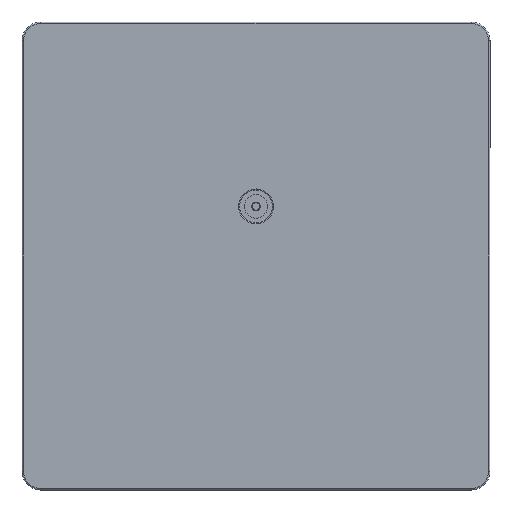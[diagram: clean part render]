
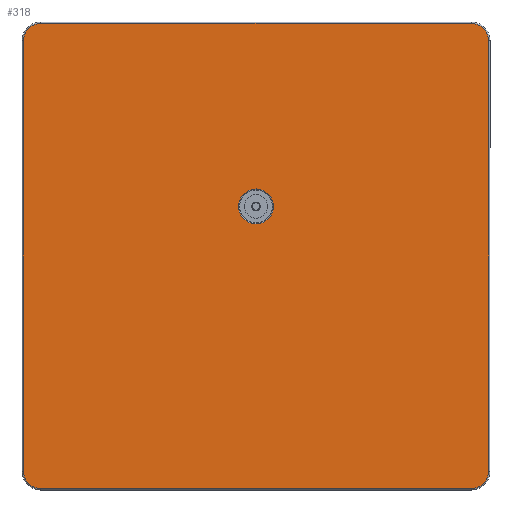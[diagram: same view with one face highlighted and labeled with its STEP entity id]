
A CAD part, front view. The second image highlights one B-rep face of the part: STEP entity #318.
In plain terms, the highlighted planar face has unit normal (0, -1, 0).
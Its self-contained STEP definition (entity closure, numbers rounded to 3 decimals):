
#118 = AXIS2_PLACEMENT_3D ( 'NONE', #2569, #18010, #11477 ) ;
#318 = ADVANCED_FACE ( 'NONE', ( #1578, #18609 ), #11196, .T. ) ;
#599 = EDGE_CURVE ( 'NONE', #27174, #17174, #13076, .T. ) ;
#1106 = CARTESIAN_POINT ( 'NONE',  ( -24.85, 0., -23. ) ) ;
#1578 = FACE_OUTER_BOUND ( 'NONE', #11565, .T. ) ;
#1622 = CARTESIAN_POINT ( 'NONE',  ( 23., 0., -24.85 ) ) ;
#1709 = DIRECTION ( 'NONE',  ( 0., 0., -1. ) ) ;
#1789 = DIRECTION ( 'NONE',  ( -1., 0., 0. ) ) ;
#1977 = AXIS2_PLACEMENT_3D ( 'NONE', #15977, #18418, #4889 ) ;
#1998 = CIRCLE ( 'NONE', #1977, 1.85 ) ;
#2130 = CARTESIAN_POINT ( 'NONE',  ( 0., 0., 5.3 ) ) ;
#2512 = CARTESIAN_POINT ( 'NONE',  ( -24.85, 0., 23. ) ) ;
#2569 = CARTESIAN_POINT ( 'NONE',  ( 23., 0., -23. ) ) ;
#2631 = ORIENTED_EDGE ( 'NONE', *, *, #28589, .T. ) ;
#3229 = ORIENTED_EDGE ( 'NONE', *, *, #22542, .T. ) ;
#3565 = AXIS2_PLACEMENT_3D ( 'NONE', #9695, #27240, #22824 ) ;
#3987 = CIRCLE ( 'NONE', #19686, 1.85 ) ;
#3992 = ORIENTED_EDGE ( 'NONE', *, *, #28403, .T. ) ;
#4743 = ORIENTED_EDGE ( 'NONE', *, *, #23342, .T. ) ;
#4889 = DIRECTION ( 'NONE',  ( 0., 0., -1. ) ) ;
#4960 = CARTESIAN_POINT ( 'NONE',  ( 24.85, 0., 23. ) ) ;
#6106 = CARTESIAN_POINT ( 'NONE',  ( 0., 0., 7.162 ) ) ;
#6700 = EDGE_CURVE ( 'NONE', #9896, #13513, #10595, .T. ) ;
#7636 = ORIENTED_EDGE ( 'NONE', *, *, #10819, .T. ) ;
#8435 = CARTESIAN_POINT ( 'NONE',  ( 0., 0., 3.438 ) ) ;
#8656 = VERTEX_POINT ( 'NONE', #9042 ) ;
#9042 = CARTESIAN_POINT ( 'NONE',  ( -23., 0., 24.85 ) ) ;
#9681 = CARTESIAN_POINT ( 'NONE',  ( 23., 0., 24.85 ) ) ;
#9695 = CARTESIAN_POINT ( 'NONE',  ( 0., 0., 5.3 ) ) ;
#9700 = ORIENTED_EDGE ( 'NONE', *, *, #20570, .T. ) ;
#9896 = VERTEX_POINT ( 'NONE', #8435 ) ;
#10595 = CIRCLE ( 'NONE', #3565, 1.862 ) ;
#10715 = DIRECTION ( 'NONE',  ( 1., 0., 0. ) ) ;
#10819 = EDGE_CURVE ( 'NONE', #8656, #20246, #15180, .T. ) ;
#10886 = DIRECTION ( 'NONE',  ( 0., -1., 0. ) ) ;
#11196 = PLANE ( 'NONE',  #118 ) ;
#11477 = DIRECTION ( 'NONE',  ( 0., 0., -1. ) ) ;
#11565 = EDGE_LOOP ( 'NONE', ( #4743, #27914, #2631, #3229, #12916, #3992, #7636, #14609 ) ) ;
#12207 = CARTESIAN_POINT ( 'NONE',  ( 23., 0., -24.85 ) ) ;
#12916 = ORIENTED_EDGE ( 'NONE', *, *, #599, .T. ) ;
#13072 = DIRECTION ( 'NONE',  ( 0., 0., -1. ) ) ;
#13076 = CIRCLE ( 'NONE', #18543, 1.85 ) ;
#13504 = EDGE_CURVE ( 'NONE', #22136, #14748, #25718, .T. ) ;
#13513 = VERTEX_POINT ( 'NONE', #6106 ) ;
#14032 = AXIS2_PLACEMENT_3D ( 'NONE', #17428, #10886, #1709 ) ;
#14176 = VECTOR ( 'NONE', #1789, 1000. ) ;
#14609 = ORIENTED_EDGE ( 'NONE', *, *, #22063, .T. ) ;
#14748 = VERTEX_POINT ( 'NONE', #12207 ) ;
#14786 = CARTESIAN_POINT ( 'NONE',  ( 24.85, 0., 23. ) ) ;
#15180 = CIRCLE ( 'NONE', #14032, 1.85 ) ;
#15192 = CARTESIAN_POINT ( 'NONE',  ( -23., 0., 24.85 ) ) ;
#15573 = VERTEX_POINT ( 'NONE', #18410 ) ;
#15977 = CARTESIAN_POINT ( 'NONE',  ( 23., 0., -23. ) ) ;
#16302 = VECTOR ( 'NONE', #16653, 1000. ) ;
#16543 = CARTESIAN_POINT ( 'NONE',  ( 23., 0., 23. ) ) ;
#16653 = DIRECTION ( 'NONE',  ( 0., 0., -1. ) ) ;
#17174 = VERTEX_POINT ( 'NONE', #9681 ) ;
#17428 = CARTESIAN_POINT ( 'NONE',  ( -23., 0., 23. ) ) ;
#17670 = DIRECTION ( 'NONE',  ( 0., 1., 0. ) ) ;
#18010 = DIRECTION ( 'NONE',  ( 0., -1., 0. ) ) ;
#18410 = CARTESIAN_POINT ( 'NONE',  ( 24.85, 0., -23. ) ) ;
#18418 = DIRECTION ( 'NONE',  ( 0., -1., 0. ) ) ;
#18543 = AXIS2_PLACEMENT_3D ( 'NONE', #16543, #18803, #27664 ) ;
#18609 = FACE_BOUND ( 'NONE', #19284, .T. ) ;
#18803 = DIRECTION ( 'NONE',  ( 0., -1., 0. ) ) ;
#18965 = DIRECTION ( 'NONE',  ( 0., 0., 1. ) ) ;
#19284 = EDGE_LOOP ( 'NONE', ( #24616, #9700 ) ) ;
#19686 = AXIS2_PLACEMENT_3D ( 'NONE', #26432, #28784, #13072 ) ;
#19821 = VECTOR ( 'NONE', #10715, 1000. ) ;
#19888 = DIRECTION ( 'NONE',  ( 0., 0., -1. ) ) ;
#20246 = VERTEX_POINT ( 'NONE', #2512 ) ;
#20570 = EDGE_CURVE ( 'NONE', #13513, #9896, #22776, .T. ) ;
#21518 = VERTEX_POINT ( 'NONE', #22299 ) ;
#22063 = EDGE_CURVE ( 'NONE', #20246, #21518, #24965, .T. ) ;
#22136 = VERTEX_POINT ( 'NONE', #23705 ) ;
#22299 = CARTESIAN_POINT ( 'NONE',  ( -24.85, 0., -23. ) ) ;
#22542 = EDGE_CURVE ( 'NONE', #15573, #27174, #28112, .T. ) ;
#22776 = CIRCLE ( 'NONE', #24027, 1.862 ) ;
#22824 = DIRECTION ( 'NONE',  ( 0., 0., -1. ) ) ;
#23342 = EDGE_CURVE ( 'NONE', #21518, #22136, #3987, .T. ) ;
#23705 = CARTESIAN_POINT ( 'NONE',  ( -23., 0., -24.85 ) ) ;
#24027 = AXIS2_PLACEMENT_3D ( 'NONE', #2130, #17670, #19888 ) ;
#24616 = ORIENTED_EDGE ( 'NONE', *, *, #6700, .T. ) ;
#24965 = LINE ( 'NONE', #1106, #16302 ) ;
#25718 = LINE ( 'NONE', #1622, #19821 ) ;
#26326 = VECTOR ( 'NONE', #18965, 1000. ) ;
#26432 = CARTESIAN_POINT ( 'NONE',  ( -23., 0., -23. ) ) ;
#27174 = VERTEX_POINT ( 'NONE', #4960 ) ;
#27240 = DIRECTION ( 'NONE',  ( 0., 1., 0. ) ) ;
#27664 = DIRECTION ( 'NONE',  ( 0., 0., -1. ) ) ;
#27914 = ORIENTED_EDGE ( 'NONE', *, *, #13504, .T. ) ;
#28112 = LINE ( 'NONE', #14786, #26326 ) ;
#28403 = EDGE_CURVE ( 'NONE', #17174, #8656, #28450, .T. ) ;
#28450 = LINE ( 'NONE', #15192, #14176 ) ;
#28589 = EDGE_CURVE ( 'NONE', #14748, #15573, #1998, .T. ) ;
#28784 = DIRECTION ( 'NONE',  ( 0., -1., 0. ) ) ;
